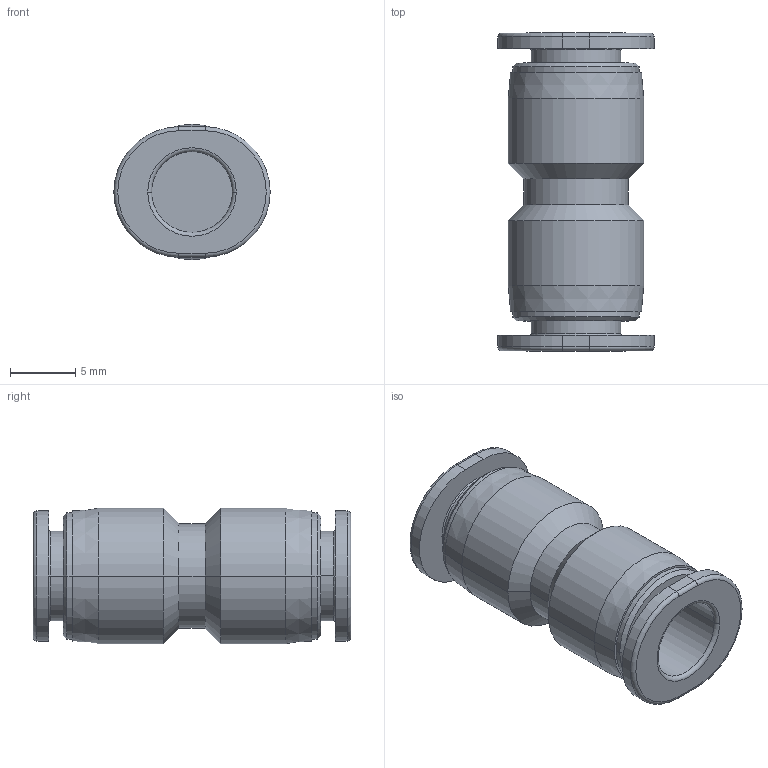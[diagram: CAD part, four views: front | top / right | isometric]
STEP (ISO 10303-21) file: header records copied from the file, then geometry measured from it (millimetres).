
FILE_DESCRIPTION((''),'2;1');
FILE_NAME('PUC06C-mdt.stp','2017-07-24T17:02:29',(''),(''),'Mechanical Desktop 2009','Mechanical Desktop 2009',', , ');
FILE_SCHEMA(('CONFIG_CONTROL_DESIGN'));
Length unit declared in the file: millimetre
Products named in the file (3): PUC06C-MDTA; PUC06C-MDT; COLLAR-L06C
Assembly tree (3 placements, depth 2):
  PUC06C-MDTA
    PUC06C-MDT
    COLLAR-L06C  x2
Bounding box: 12 x 24.4 x 10.4 mm (x, y, z)
Volume: 1150 mm3; surface area: 1611.5 mm2
Topology: 1 solids, 1 shells, 64 faces, 130 edges, 76 vertices
Faces by surface type: cylinder 26, plane 14, cone 12, torus 8, bspline 4
Entity records: 1969 total; most frequent: CARTESIAN_POINT 450, DIRECTION 338, ORIENTED_EDGE 260, AXIS2_PLACEMENT_3D 144, EDGE_CURVE 130, CIRCLE 80, VERTEX_POINT 76, EDGE_LOOP 72
